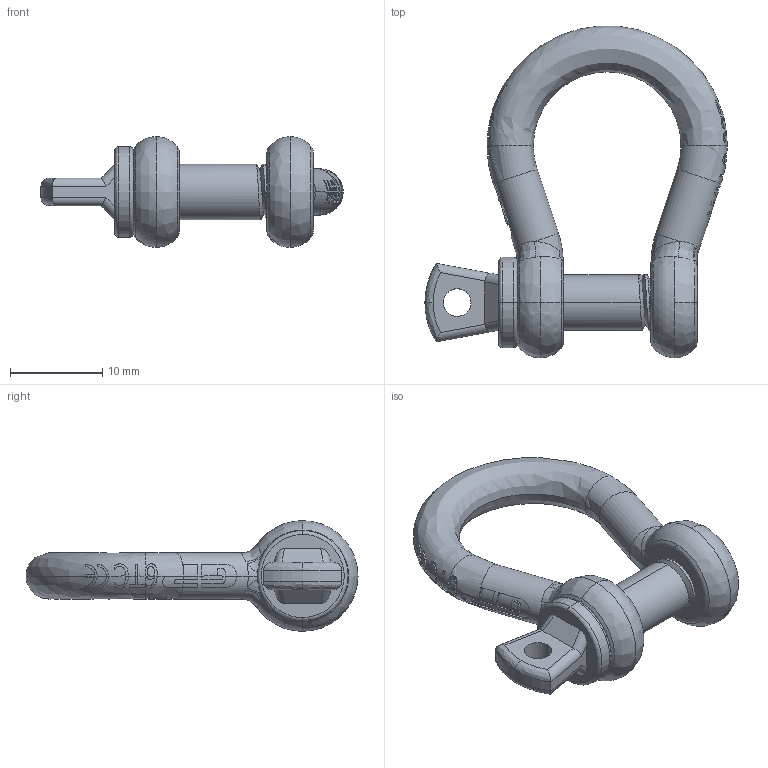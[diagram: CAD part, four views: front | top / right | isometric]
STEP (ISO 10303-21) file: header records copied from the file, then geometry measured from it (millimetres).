
FILE_DESCRIPTION (( 'STEP AP203' ), '1' );
FILE_NAME ('GPGHBB05.step', '2009-08-07T09:49:39', ( '.' ), ( '.' ), 'SwSTEP 2.0', 'SolidWorks 2009', '' );
FILE_SCHEMA (( 'CONFIG_CONTROL_DESIGN' ));
Length unit declared in the file: millimetre
Products named in the file (3): GPGHBB05; 0,33_2; 0,33_1
Assembly tree (2 placements, depth 2):
  GPGHBB05
    0,33_2
    0,33_1
Bounding box: 32.75 x 35.97 x 12 mm (x, y, z)
Volume: 2657.3 mm3; surface area: 2484.2 mm2
Topology: 2 solids, 2 shells, 384 faces, 1081 edges, 684 vertices
Faces by surface type: bspline 200, plane 108, cylinder 71, cone 3, torus 2
Entity records: 21010 total; most frequent: CARTESIAN_POINT 12644, ORIENTED_EDGE 2122, DIRECTION 1064, EDGE_CURVE 1061, VERTEX_POINT 684, B_SPLINE_CURVE_WITH_KNOTS 460, EDGE_LOOP 393, ADVANCED_FACE 384
